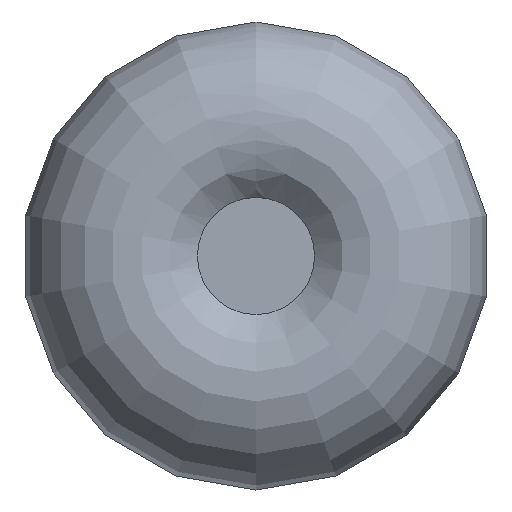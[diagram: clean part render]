
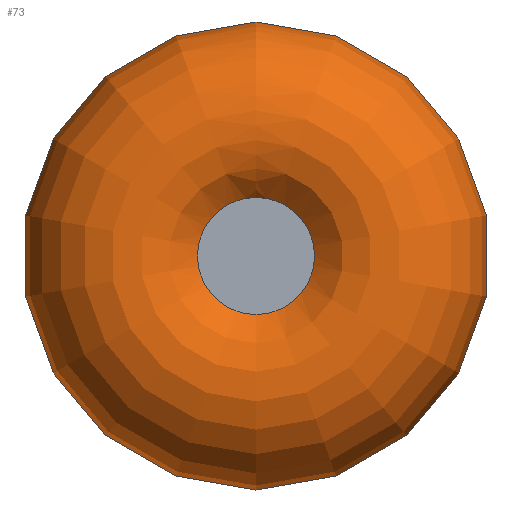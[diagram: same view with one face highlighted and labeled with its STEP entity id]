
A CAD part, left-side view. The second image highlights one B-rep face of the part: STEP entity #73.
In plain terms, the highlighted face is a revolution surface.
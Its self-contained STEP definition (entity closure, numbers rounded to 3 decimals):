
#58=SURFACE_OF_REVOLUTION('',#60,#59);
#59=AXIS1_PLACEMENT('',#435,#307);
#60=B_SPLINE_CURVE_WITH_KNOTS('',3,(#369,#370,#371,#372,#373,#374,#375,
#376,#377,#378,#379,#380,#381,#382,#383,#384,#385,#386,#387,#388,#389,#390,
#391,#392,#393,#394,#395,#396,#397,#398,#399,#400,#401,#402,#403,#404,#405,
#406,#407,#408,#409,#410,#411,#412,#413,#414,#415,#416,#417,#418,#419,#420,
#421,#422,#423,#424,#425,#426,#427,#428,#429,#430,#431,#432,#433,#434),
 .UNSPECIFIED.,.T.,.F.,(2,2,2,2,2,2,2,2,2,2,2,2,2,2,2,2,2,2,2,2,2,2,2,2,
2,2,2,2,2,2,2,2,2,2,2),(-0.031,0.,0.031,0.063,0.094,0.125,0.156,
0.188,0.219,0.25,0.281,0.313,0.375,0.406,0.438,0.469,0.5,0.531,
0.563,0.594,0.625,0.656,0.688,0.719,0.75,0.781,0.813,0.844,
0.875,0.891,0.906,0.938,0.969,1.,1.031),.UNSPECIFIED.);
#73=ADVANCED_FACE('',(#104,#105),#58,.T.);
#104=FACE_BOUND('',#136,.T.);
#105=FACE_BOUND('',#137,.T.);
#136=EDGE_LOOP('',(#170));
#137=EDGE_LOOP('',(#171));
#170=ORIENTED_EDGE('',*,*,#216,.F.);
#171=ORIENTED_EDGE('',*,*,#215,.T.);
#198=VERTEX_POINT('',#365);
#199=VERTEX_POINT('',#368);
#215=EDGE_CURVE('',#198,#198,#232,.T.);
#216=EDGE_CURVE('',#199,#199,#233,.T.);
#232=CIRCLE('',#255,10.604);
#233=CIRCLE('',#257,2.693);
#255=AXIS2_PLACEMENT_3D('',#364,#301,#302);
#257=AXIS2_PLACEMENT_3D('',#367,#305,#306);
#301=DIRECTION('',(-1.,0.,0.));
#302=DIRECTION('',(0.,0.,1.));
#305=DIRECTION('',(-1.,0.,0.));
#306=DIRECTION('',(0.,0.,1.));
#307=DIRECTION('',(-1.,0.,0.));
#364=CARTESIAN_POINT('',(7.29,0.,0.));
#365=CARTESIAN_POINT('',(7.29,0.,10.604));
#367=CARTESIAN_POINT('',(2.5,0.,0.));
#368=CARTESIAN_POINT('',(2.5,0.,2.693));
#369=CARTESIAN_POINT('',(5.685,1.674,0.));
#370=CARTESIAN_POINT('',(6.315,1.674,0.));
#371=CARTESIAN_POINT('',(6.629,1.688,0.));
#372=CARTESIAN_POINT('',(7.252,1.75,0.));
#373=CARTESIAN_POINT('',(7.561,1.799,0.));
#374=CARTESIAN_POINT('',(8.173,1.955,0.));
#375=CARTESIAN_POINT('',(8.47,2.061,0.));
#376=CARTESIAN_POINT('',(9.031,2.341,0.));
#377=CARTESIAN_POINT('',(9.299,2.518,0.));
#378=CARTESIAN_POINT('',(9.771,2.927,0.));
#379=CARTESIAN_POINT('',(9.981,3.159,0.));
#380=CARTESIAN_POINT('',(10.347,3.677,0.));
#381=CARTESIAN_POINT('',(10.495,3.952,0.));
#382=CARTESIAN_POINT('',(10.73,4.529,0.));
#383=CARTESIAN_POINT('',(10.817,4.837,0.));
#384=CARTESIAN_POINT('',(10.923,5.454,0.));
#385=CARTESIAN_POINT('',(10.944,5.765,0.));
#386=CARTESIAN_POINT('',(10.923,6.392,0.));
#387=CARTESIAN_POINT('',(10.88,6.707,0.));
#388=CARTESIAN_POINT('',(10.736,7.315,0.));
#389=CARTESIAN_POINT('',(10.634,7.61,0.));
#390=CARTESIAN_POINT('',(10.241,8.471,0.));
#391=CARTESIAN_POINT('',(9.872,8.984,0.));
#392=CARTESIAN_POINT('',(9.185,9.634,0.));
#393=CARTESIAN_POINT('',(8.938,9.826,0.));
#394=CARTESIAN_POINT('',(8.412,10.162,0.));
#395=CARTESIAN_POINT('',(8.129,10.307,0.));
#396=CARTESIAN_POINT('',(7.546,10.538,0.));
#397=CARTESIAN_POINT('',(7.246,10.625,0.));
#398=CARTESIAN_POINT('',(6.632,10.743,0.));
#399=CARTESIAN_POINT('',(6.314,10.774,0.));
#400=CARTESIAN_POINT('',(5.689,10.774,0.));
#401=CARTESIAN_POINT('',(5.378,10.745,0.));
#402=CARTESIAN_POINT('',(4.761,10.627,0.));
#403=CARTESIAN_POINT('',(4.456,10.539,0.));
#404=CARTESIAN_POINT('',(3.876,10.309,0.));
#405=CARTESIAN_POINT('',(3.597,10.167,0.));
#406=CARTESIAN_POINT('',(3.064,9.828,0.));
#407=CARTESIAN_POINT('',(2.817,9.635,0.));
#408=CARTESIAN_POINT('',(2.363,9.207,0.));
#409=CARTESIAN_POINT('',(2.154,8.968,0.));
#410=CARTESIAN_POINT('',(1.787,8.457,0.));
#411=CARTESIAN_POINT('',(1.63,8.187,0.));
#412=CARTESIAN_POINT('',(1.369,7.618,0.));
#413=CARTESIAN_POINT('',(1.265,7.317,0.));
#414=CARTESIAN_POINT('',(1.12,6.708,0.));
#415=CARTESIAN_POINT('',(1.077,6.398,0.));
#416=CARTESIAN_POINT('',(1.056,5.766,0.));
#417=CARTESIAN_POINT('',(1.077,5.452,0.));
#418=CARTESIAN_POINT('',(1.184,4.835,0.));
#419=CARTESIAN_POINT('',(1.271,4.528,0.));
#420=CARTESIAN_POINT('',(1.507,3.947,0.));
#421=CARTESIAN_POINT('',(1.657,3.67,0.));
#422=CARTESIAN_POINT('',(2.023,3.154,0.));
#423=CARTESIAN_POINT('',(2.232,2.923,0.));
#424=CARTESIAN_POINT('',(2.589,2.616,0.));
#425=CARTESIAN_POINT('',(2.716,2.52,0.));
#426=CARTESIAN_POINT('',(2.979,2.346,0.));
#427=CARTESIAN_POINT('',(3.115,2.268,0.));
#428=CARTESIAN_POINT('',(3.534,2.059,0.));
#429=CARTESIAN_POINT('',(3.834,1.953,0.));
#430=CARTESIAN_POINT('',(4.443,1.799,0.));
#431=CARTESIAN_POINT('',(4.752,1.75,0.));
#432=CARTESIAN_POINT('',(5.373,1.687,0.));
#433=CARTESIAN_POINT('',(5.685,1.674,0.));
#434=CARTESIAN_POINT('',(6.315,1.674,0.));
#435=CARTESIAN_POINT('',(0.,0.,0.));
